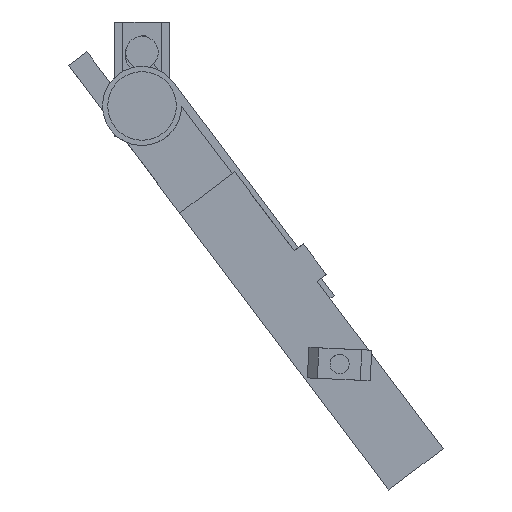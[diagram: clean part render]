
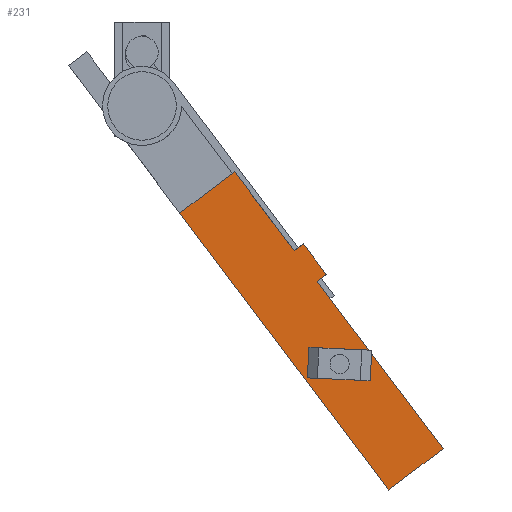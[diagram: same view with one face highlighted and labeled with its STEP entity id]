
A CAD part, left-side view. The second image highlights one B-rep face of the part: STEP entity #231.
In plain terms, the highlighted planar face has unit normal (-1, 0, 0).
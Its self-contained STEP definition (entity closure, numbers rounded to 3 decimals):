
#231=ADVANCED_FACE('',(#519,#520),#521,.T.);
#519=FACE_OUTER_BOUND('',#844,.T.);
#520=FACE_BOUND('',#845,.T.);
#521=PLANE('',#846);
#844=EDGE_LOOP('',(#1500,#1501,#1502,#1503,#1504,#1505,#1506,#1507,#1508,#1509));
#845=EDGE_LOOP('',(#1510,#1511));
#846=AXIS2_PLACEMENT_3D('',#1512,#1513,#1514);
#1500=ORIENTED_EDGE('',*,*,#2066,.T.);
#1501=ORIENTED_EDGE('',*,*,#2067,.F.);
#1502=ORIENTED_EDGE('',*,*,#2068,.F.);
#1503=ORIENTED_EDGE('',*,*,#2069,.F.);
#1504=ORIENTED_EDGE('',*,*,#2070,.F.);
#1505=ORIENTED_EDGE('',*,*,#2071,.F.);
#1506=ORIENTED_EDGE('',*,*,#2072,.F.);
#1507=ORIENTED_EDGE('',*,*,#2073,.F.);
#1508=ORIENTED_EDGE('',*,*,#2074,.T.);
#1509=ORIENTED_EDGE('',*,*,#2052,.F.);
#1510=ORIENTED_EDGE('',*,*,#1869,.F.);
#1511=ORIENTED_EDGE('',*,*,#2075,.F.);
#1512=CARTESIAN_POINT('',(-12.,4.641,6.159));
#1513=DIRECTION('',(-1.0,0.0,0.0));
#1514=DIRECTION('',(0.0,0.0,1.0));
#1869=EDGE_CURVE('',#2221,#2217,#2223,.T.);
#2052=EDGE_CURVE('',#2494,#2496,#2497,.F.);
#2066=EDGE_CURVE('',#2494,#2519,#2520,.T.);
#2067=EDGE_CURVE('',#2521,#2519,#2522,.F.);
#2068=EDGE_CURVE('',#2523,#2521,#2524,.T.);
#2069=EDGE_CURVE('',#2525,#2523,#2526,.T.);
#2070=EDGE_CURVE('',#2527,#2525,#2528,.T.);
#2071=EDGE_CURVE('',#2529,#2527,#2530,.F.);
#2072=EDGE_CURVE('',#2531,#2529,#2532,.F.);
#2073=EDGE_CURVE('',#2533,#2531,#2534,.F.);
#2074=EDGE_CURVE('',#2533,#2496,#2535,.T.);
#2075=EDGE_CURVE('',#2217,#2221,#2536,.T.);
#2217=VERTEX_POINT('',#2721);
#2221=VERTEX_POINT('',#2726);
#2223=CIRCLE('',#2729,2.5);
#2494=VERTEX_POINT('',#3078);
#2496=VERTEX_POINT('',#3081);
#2497=LINE('',#3082,#3083);
#2519=VERTEX_POINT('',#3114);
#2520=LINE('',#3115,#3116);
#2521=VERTEX_POINT('',#3117);
#2522=LINE('',#3118,#3119);
#2523=VERTEX_POINT('',#3120);
#2524=LINE('',#3121,#3122);
#2525=VERTEX_POINT('',#3123);
#2526=LINE('',#3124,#3125);
#2527=VERTEX_POINT('',#3126);
#2528=CIRCLE('',#3127,9.);
#2529=VERTEX_POINT('',#3128);
#2530=LINE('',#3129,#3130);
#2531=VERTEX_POINT('',#3131);
#2532=LINE('',#3132,#3133);
#2533=VERTEX_POINT('',#3134);
#2534=LINE('',#3135,#3136);
#2535=LINE('',#3137,#3138);
#2536=CIRCLE('',#3139,2.5);
#2721=CARTESIAN_POINT('',(-12.,-53.231,-65.634));
#2726=CARTESIAN_POINT('',(-12.,-50.325,-69.703));
#2729=AXIS2_PLACEMENT_3D('',#3381,#3382,#3383);
#3078=CARTESIAN_POINT('',(-12.,-24.276,-17.26));
#3081=CARTESIAN_POINT('',(-12.,-39.859,-37.94));
#3082=CARTESIAN_POINT('',(-12.,-17.862,-8.75));
#3083=VECTOR('',#3622,1.0);
#3114=CARTESIAN_POINT('',(-12.,-9.9,-28.093));
#3115=CARTESIAN_POINT('',(-12.,-17.088,-22.676));
#3116=VECTOR('',#3638,1.0);
#3117=CARTESIAN_POINT('',(-12.,-64.601,-100.684));
#3118=CARTESIAN_POINT('',(-12.,15.527,5.65));
#3119=VECTOR('',#3639,1.0);
#3120=CARTESIAN_POINT('',(-12.,-78.977,-89.851));
#3121=CARTESIAN_POINT('',(-12.,-75.383,-92.559));
#3122=VECTOR('',#3640,1.0);
#3123=CARTESIAN_POINT('',(-12.,-73.56,-82.663));
#3124=CARTESIAN_POINT('',(-12.,-38.053,-35.544));
#3125=VECTOR('',#3641,1.0);
#3126=CARTESIAN_POINT('',(-12.,-73.558,-82.661));
#3127=AXIS2_PLACEMENT_3D('',#3642,#3643,#3644);
#3128=CARTESIAN_POINT('',(-12.,-45.877,-45.926));
#3129=CARTESIAN_POINT('',(-12.,-31.133,-26.359));
#3130=VECTOR('',#3645,1.0);
#3131=CARTESIAN_POINT('',(-12.,-48.276,-44.118));
#3132=CARTESIAN_POINT('',(-12.,-43.92,-47.4));
#3133=VECTOR('',#3646,1.0);
#3134=CARTESIAN_POINT('',(-12.,-42.258,-36.132));
#3135=CARTESIAN_POINT('',(-12.,-4.945,13.383));
#3136=VECTOR('',#3647,1.0);
#3137=CARTESIAN_POINT('',(-12.,-37.165,-39.97));
#3138=VECTOR('',#3648,1.0);
#3139=AXIS2_PLACEMENT_3D('',#3649,#3650,#3651);
#3381=CARTESIAN_POINT('',(-12.,-51.778,-67.669));
#3382=DIRECTION('',(-1.0,0.0,0.0));
#3383=DIRECTION('',(0.0,-0.581,0.814));
#3622=DIRECTION('',(0.0,0.602,0.799));
#3638=DIRECTION('',(0.0,0.799,-0.602));
#3639=DIRECTION('',(-0.0,-0.602,-0.799));
#3640=DIRECTION('',(0.0,0.799,-0.602));
#3641=DIRECTION('',(-0.0,-0.602,-0.799));
#3642=CARTESIAN_POINT('',(-12.,-66.373,-88.08));
#3643=DIRECTION('',(1.0,-0.0,0.0));
#3644=DIRECTION('',(0.0,0.799,-0.602));
#3645=DIRECTION('',(0.0,0.602,0.799));
#3646=DIRECTION('',(0.0,-0.799,0.602));
#3647=DIRECTION('',(0.0,0.602,0.799));
#3648=DIRECTION('',(0.0,0.799,-0.602));
#3649=CARTESIAN_POINT('',(-12.,-51.778,-67.669));
#3650=DIRECTION('',(-1.0,0.0,0.0));
#3651=DIRECTION('',(0.0,-0.581,0.814));
